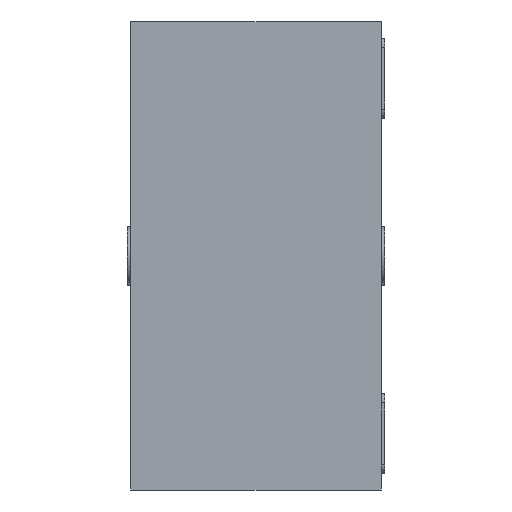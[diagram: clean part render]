
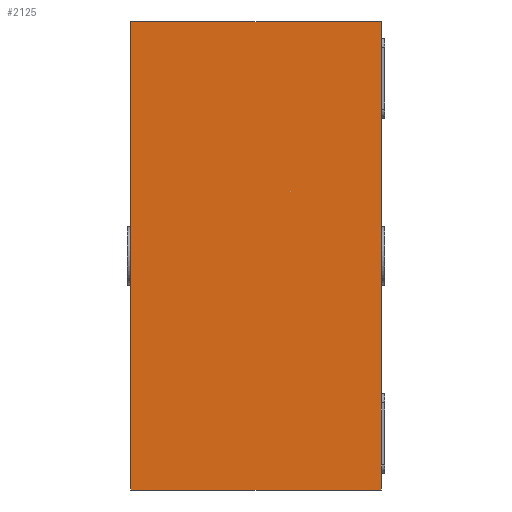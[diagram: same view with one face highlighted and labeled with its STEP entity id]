
A CAD part, left-side view. The second image highlights one B-rep face of the part: STEP entity #2125.
In plain terms, the highlighted planar face has unit normal (-1, 0, 0).
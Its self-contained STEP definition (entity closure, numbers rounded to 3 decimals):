
#80 = CARTESIAN_POINT ( 'NONE',  ( -1.02, 0.69, 0.645 ) ) ;
#90 = CARTESIAN_POINT ( 'NONE',  ( -1.02, 0.69, 0.645 ) ) ;
#232 = LINE ( 'NONE', #1915, #1243 ) ;
#244 = VERTEX_POINT ( 'NONE', #2360 ) ;
#387 = FACE_OUTER_BOUND ( 'NONE', #1472, .T. ) ;
#491 = VECTOR ( 'NONE', #991, 1000. ) ;
#552 = EDGE_CURVE ( 'NONE', #1071, #2084, #2270, .T. ) ;
#595 = DIRECTION ( 'NONE',  ( 1., 0., 0. ) ) ;
#598 = EDGE_CURVE ( 'NONE', #926, #1071, #1767, .T. ) ;
#926 = VERTEX_POINT ( 'NONE', #2633 ) ;
#991 = DIRECTION ( 'NONE',  ( 0., 0., 1. ) ) ;
#1017 = DIRECTION ( 'NONE',  ( 0., 0., -1. ) ) ;
#1055 = ORIENTED_EDGE ( 'NONE', *, *, #1205, .T. ) ;
#1071 = VERTEX_POINT ( 'NONE', #90 ) ;
#1205 = EDGE_CURVE ( 'NONE', #244, #2084, #232, .T. ) ;
#1243 = VECTOR ( 'NONE', #2322, 1000. ) ;
#1245 = PLANE ( 'NONE',  #1536 ) ;
#1447 = VECTOR ( 'NONE', #1546, 1000. ) ;
#1472 = EDGE_LOOP ( 'NONE', ( #1055, #1565, #2568, #1837 ) ) ;
#1536 = AXIS2_PLACEMENT_3D ( 'NONE', #1909, #595, #1017 ) ;
#1546 = DIRECTION ( 'NONE',  ( 0., -1., 0. ) ) ;
#1565 = ORIENTED_EDGE ( 'NONE', *, *, #552, .F. ) ;
#1595 = DIRECTION ( 'NONE',  ( 0., -1., 0. ) ) ;
#1767 = LINE ( 'NONE', #80, #491 ) ;
#1796 = VECTOR ( 'NONE', #1595, 1000. ) ;
#1837 = ORIENTED_EDGE ( 'NONE', *, *, #2863, .T. ) ;
#1909 = CARTESIAN_POINT ( 'NONE',  ( -1.02, 0.69, 0.645 ) ) ;
#1915 = CARTESIAN_POINT ( 'NONE',  ( -1.02, 0., 0.645 ) ) ;
#1930 = CARTESIAN_POINT ( 'NONE',  ( -1.02, 0., 0.645 ) ) ;
#2030 = LINE ( 'NONE', #2410, #1447 ) ;
#2084 = VERTEX_POINT ( 'NONE', #1930 ) ;
#2125 = ADVANCED_FACE ( 'NONE', ( #387 ), #1245, .F. ) ;
#2270 = LINE ( 'NONE', #2692, #1796 ) ;
#2322 = DIRECTION ( 'NONE',  ( 0., 0., 1. ) ) ;
#2360 = CARTESIAN_POINT ( 'NONE',  ( -1.02, 0., -0.645 ) ) ;
#2410 = CARTESIAN_POINT ( 'NONE',  ( -1.02, 0.69, -0.645 ) ) ;
#2568 = ORIENTED_EDGE ( 'NONE', *, *, #598, .F. ) ;
#2633 = CARTESIAN_POINT ( 'NONE',  ( -1.02, 0.69, -0.645 ) ) ;
#2692 = CARTESIAN_POINT ( 'NONE',  ( -1.02, 0.69, 0.645 ) ) ;
#2863 = EDGE_CURVE ( 'NONE', #926, #244, #2030, .T. ) ;
